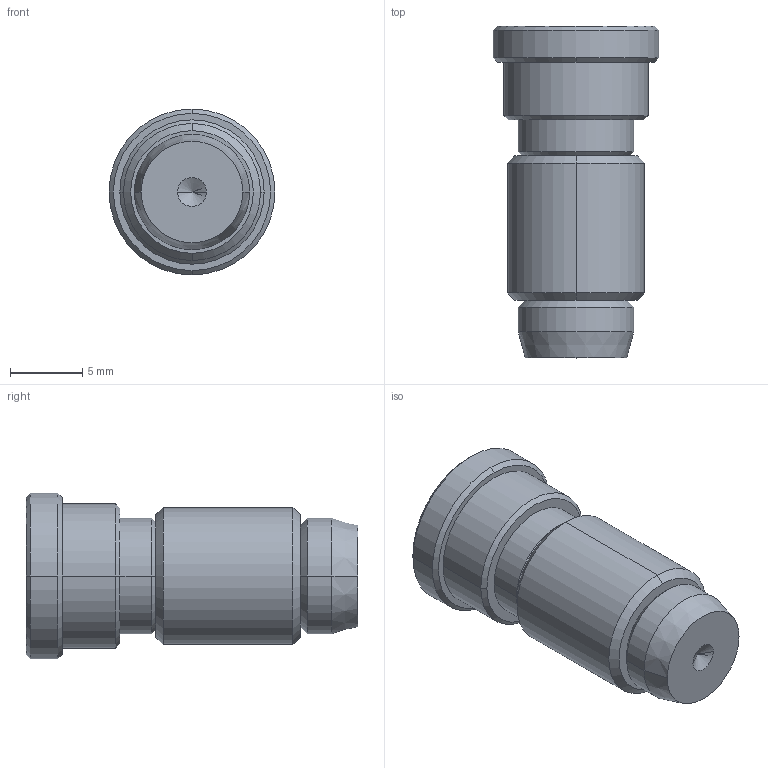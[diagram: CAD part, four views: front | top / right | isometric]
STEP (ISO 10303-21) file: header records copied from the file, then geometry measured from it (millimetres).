
FILE_DESCRIPTION (( 'STEP AP214' ), '1' );
FILE_NAME ('1703.400.stp', '2018-03-27T05:19:35', ( '' ), ( '' ), 'SwSTEP 2.0', 'SolidWorks 2016', '' );
FILE_SCHEMA (( 'AUTOMOTIVE_DESIGN' ));
Length unit declared in the file: millimetre
Products named in the file (1): 1703.400
Bounding box: 11.5 x 23 x 11.5 mm (x, y, z)
Volume: 1562.3 mm3; surface area: 1386.4 mm2
Topology: 2 solids, 2 shells, 56 faces, 120 edges, 70 vertices
Faces by surface type: cone 20, plane 20, cylinder 16
Entity records: 1527 total; most frequent: DIRECTION 286, CARTESIAN_POINT 243, ORIENTED_EDGE 232, EDGE_CURVE 116, AXIS2_PLACEMENT_3D 113, VERTEX_POINT 70, EDGE_LOOP 64, VECTOR 60
